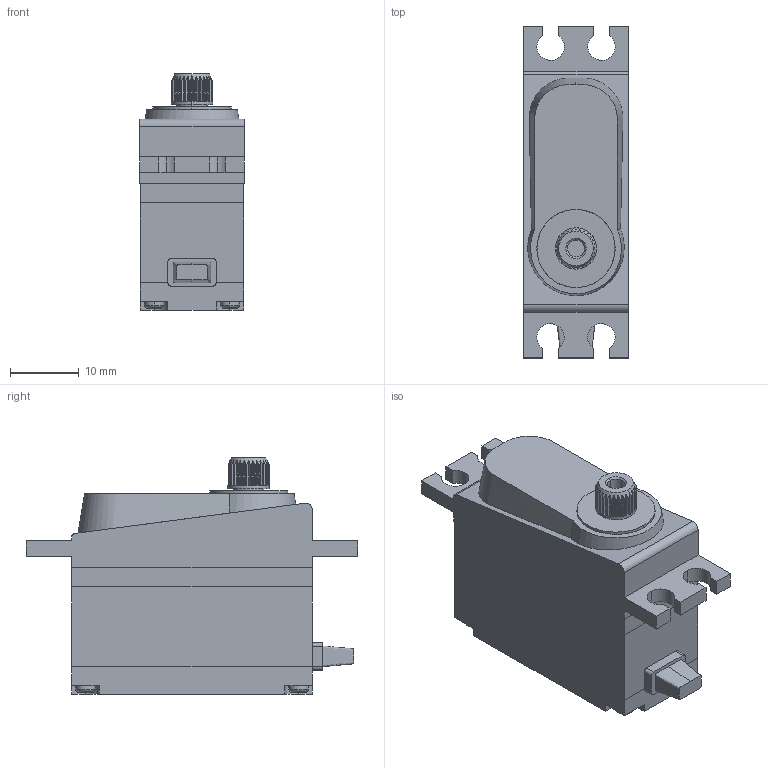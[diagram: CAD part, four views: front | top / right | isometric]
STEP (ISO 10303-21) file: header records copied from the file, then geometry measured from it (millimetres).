
FILE_DESCRIPTION(/* description */ (''),/* implementation_level */ '2;1');
FILE_NAME(/* name */ 'SH-1250MG',/* time_stamp */ '2016-02-14T13:32:23+00:00',/* author */ (''),/* organization */ (''),/* preprocessor_version */ 'ST-DEVELOPER v15',/* originating_system */ '',/* authorisation */ '');
FILE_SCHEMA (('AUTOMOTIVE_DESIGN'));
Length unit declared in the file: millimetre
Products named in the file (1): Document
Bounding box: 15.2 x 48.25 x 34.35 mm (x, y, z)
Volume: 15336.3 mm3; surface area: 7000.8 mm2
Topology: 16 solids, 16 shells, 429 faces, 1139 edges, 754 vertices
Faces by surface type: bspline 255, plane 174
Entity records: 20936 total; most frequent: CARTESIAN_POINT 14079, ORIENTED_EDGE 2278, EDGE_CURVE 1139, VERTEX_POINT 754, B_SPLINE_CURVE_WITH_KNOTS 592, EDGE_LOOP 445, ADVANCED_FACE 429, FACE_OUTER_BOUND 429
